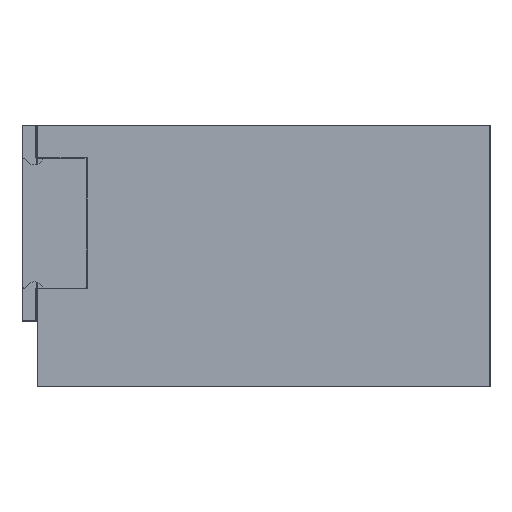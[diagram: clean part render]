
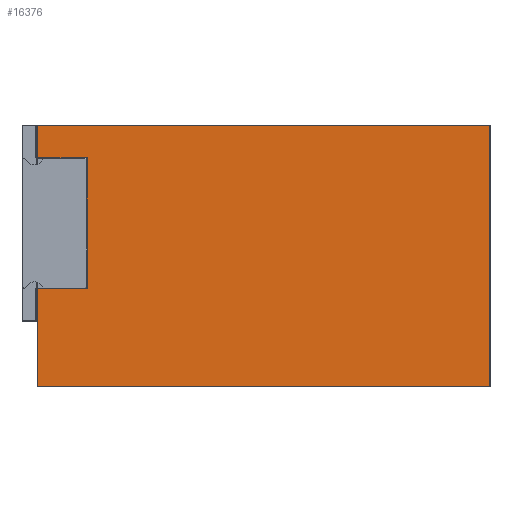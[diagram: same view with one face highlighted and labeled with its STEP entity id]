
A CAD part, left-side view. The second image highlights one B-rep face of the part: STEP entity #16376.
In plain terms, the highlighted planar face has unit normal (-1, 0, 0).
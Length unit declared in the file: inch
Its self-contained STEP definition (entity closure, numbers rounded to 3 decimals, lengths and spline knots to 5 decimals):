
#237 = VERTEX_POINT ( 'NONE', #6695 ) ;
#344 = CARTESIAN_POINT ( 'NONE',  ( -3., 1.73, -0.625 ) ) ;
#1017 = LINE ( 'NONE', #18159, #4725 ) ;
#1713 = EDGE_LOOP ( 'NONE', ( #6256, #17867, #3075, #16566, #10196, #14045, #12116, #1802 ) ) ;
#1802 = ORIENTED_EDGE ( 'NONE', *, *, #11400, .F. ) ;
#2290 = LINE ( 'NONE', #4504, #13140 ) ;
#2564 = VECTOR ( 'NONE', #13934, 39.37008 ) ;
#3075 = ORIENTED_EDGE ( 'NONE', *, *, #13867, .F. ) ;
#3086 = DIRECTION ( 'NONE',  ( 0., 0., 1. ) ) ;
#3551 = CARTESIAN_POINT ( 'NONE',  ( -3., 0., -1. ) ) ;
#3652 = VECTOR ( 'NONE', #3086, 39.37008 ) ;
#3663 = CARTESIAN_POINT ( 'NONE',  ( -3., 1.73, 0. ) ) ;
#4189 = DIRECTION ( 'NONE',  ( 0., -1., 0. ) ) ;
#4204 = VECTOR ( 'NONE', #14754, 39.37008 ) ;
#4368 = VECTOR ( 'NONE', #12660, 39.37008 ) ;
#4504 = CARTESIAN_POINT ( 'NONE',  ( -3., 1.73, 0. ) ) ;
#4568 = VERTEX_POINT ( 'NONE', #7686 ) ;
#4720 = PLANE ( 'NONE',  #8187 ) ;
#4725 = VECTOR ( 'NONE', #8322, 39.37008 ) ;
#4925 = VECTOR ( 'NONE', #5841, 39.37008 ) ;
#5165 = EDGE_CURVE ( 'NONE', #11920, #15032, #6411, .T. ) ;
#5481 = VERTEX_POINT ( 'NONE', #10738 ) ;
#5841 = DIRECTION ( 'NONE',  ( 0., -1., 0. ) ) ;
#5951 = DIRECTION ( 'NONE',  ( 0., 0., 1. ) ) ;
#6164 = DIRECTION ( 'NONE',  ( 0., 0., 1. ) ) ;
#6256 = ORIENTED_EDGE ( 'NONE', *, *, #10318, .F. ) ;
#6411 = LINE ( 'NONE', #15426, #17206 ) ;
#6695 = CARTESIAN_POINT ( 'NONE',  ( -3., 1.73, -0.625 ) ) ;
#7686 = CARTESIAN_POINT ( 'NONE',  ( -3., 1.54, -0.124 ) ) ;
#7909 = EDGE_CURVE ( 'NONE', #237, #18153, #16246, .T. ) ;
#7991 = LINE ( 'NONE', #10354, #4204 ) ;
#8187 = AXIS2_PLACEMENT_3D ( 'NONE', #13211, #14657, #6164 ) ;
#8322 = DIRECTION ( 'NONE',  ( 0., 0., 1. ) ) ;
#8660 = CARTESIAN_POINT ( 'NONE',  ( -3., 0., 0. ) ) ;
#8744 = VERTEX_POINT ( 'NONE', #3551 ) ;
#10111 = LINE ( 'NONE', #18054, #2564 ) ;
#10196 = ORIENTED_EDGE ( 'NONE', *, *, #13215, .F. ) ;
#10318 = EDGE_CURVE ( 'NONE', #15032, #8744, #7991, .T. ) ;
#10354 = CARTESIAN_POINT ( 'NONE',  ( -3., 0., -1. ) ) ;
#10738 = CARTESIAN_POINT ( 'NONE',  ( -3., 1.73, -0.124 ) ) ;
#11400 = EDGE_CURVE ( 'NONE', #8744, #17622, #10111, .T. ) ;
#11652 = EDGE_CURVE ( 'NONE', #17622, #237, #18217, .T. ) ;
#11901 = LINE ( 'NONE', #15455, #4368 ) ;
#11920 = VERTEX_POINT ( 'NONE', #3663 ) ;
#12116 = ORIENTED_EDGE ( 'NONE', *, *, #11652, .F. ) ;
#12566 = CARTESIAN_POINT ( 'NONE',  ( -3., 1.73, -1. ) ) ;
#12660 = DIRECTION ( 'NONE',  ( 0., 1., 0. ) ) ;
#13140 = VECTOR ( 'NONE', #5951, 39.37008 ) ;
#13211 = CARTESIAN_POINT ( 'NONE',  ( -3., 0., 0. ) ) ;
#13215 = EDGE_CURVE ( 'NONE', #18153, #4568, #1017, .T. ) ;
#13867 = EDGE_CURVE ( 'NONE', #5481, #11920, #2290, .T. ) ;
#13934 = DIRECTION ( 'NONE',  ( 0., 1., 0. ) ) ;
#13975 = CARTESIAN_POINT ( 'NONE',  ( -3., 1.54, -0.625 ) ) ;
#14045 = ORIENTED_EDGE ( 'NONE', *, *, #7909, .F. ) ;
#14657 = DIRECTION ( 'NONE',  ( -1., 0., 0. ) ) ;
#14754 = DIRECTION ( 'NONE',  ( 0., 0., -1. ) ) ;
#14857 = FACE_OUTER_BOUND ( 'NONE', #1713, .T. ) ;
#15032 = VERTEX_POINT ( 'NONE', #8660 ) ;
#15426 = CARTESIAN_POINT ( 'NONE',  ( -3., 0., 0. ) ) ;
#15455 = CARTESIAN_POINT ( 'NONE',  ( -3., 1.73, -0.124 ) ) ;
#16246 = LINE ( 'NONE', #17123, #4925 ) ;
#16376 = ADVANCED_FACE ( 'NONE', ( #14857 ), #4720, .T. ) ;
#16566 = ORIENTED_EDGE ( 'NONE', *, *, #18209, .F. ) ;
#17123 = CARTESIAN_POINT ( 'NONE',  ( -3., 1.54, -0.625 ) ) ;
#17206 = VECTOR ( 'NONE', #4189, 39.37008 ) ;
#17622 = VERTEX_POINT ( 'NONE', #12566 ) ;
#17867 = ORIENTED_EDGE ( 'NONE', *, *, #5165, .F. ) ;
#18054 = CARTESIAN_POINT ( 'NONE',  ( -3., 1.73, -1. ) ) ;
#18153 = VERTEX_POINT ( 'NONE', #13975 ) ;
#18159 = CARTESIAN_POINT ( 'NONE',  ( -3., 1.54, -0.124 ) ) ;
#18209 = EDGE_CURVE ( 'NONE', #4568, #5481, #11901, .T. ) ;
#18217 = LINE ( 'NONE', #344, #3652 ) ;
